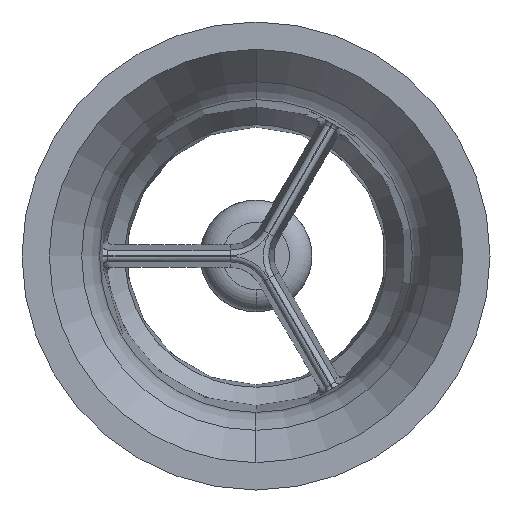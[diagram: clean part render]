
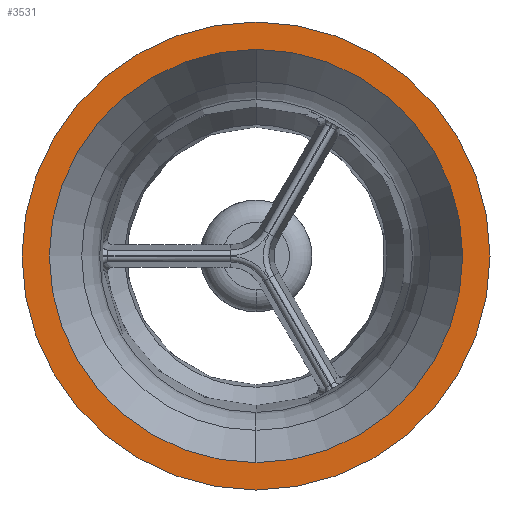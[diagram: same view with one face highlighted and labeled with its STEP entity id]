
A CAD part, left-side view. The second image highlights one B-rep face of the part: STEP entity #3531.
In plain terms, the highlighted planar face has unit normal (-1, 0, 0).
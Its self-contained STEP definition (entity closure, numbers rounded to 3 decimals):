
#16 = EDGE_LOOP ( 'NONE', ( #5330, #5004 ) ) ;
#71 = AXIS2_PLACEMENT_3D ( 'NONE', #1358, #2396, #3862 ) ;
#104 = DIRECTION ( 'NONE',  ( 0., 0., 1. ) ) ;
#336 = EDGE_CURVE ( 'NONE', #3219, #452, #1120, .T. ) ;
#452 = VERTEX_POINT ( 'NONE', #1499 ) ;
#946 = EDGE_LOOP ( 'NONE', ( #1901, #2277 ) ) ;
#1120 = CIRCLE ( 'NONE', #6172, 20.95 ) ;
#1149 = CARTESIAN_POINT ( 'NONE',  ( 0., 18.5, 0. ) ) ;
#1350 = FACE_OUTER_BOUND ( 'NONE', #946, .T. ) ;
#1358 = CARTESIAN_POINT ( 'NONE',  ( 0., 0., 0. ) ) ;
#1497 = DIRECTION ( 'NONE',  ( 0., 0., 1. ) ) ;
#1499 = CARTESIAN_POINT ( 'NONE',  ( 0., 0., -20.95 ) ) ;
#1539 = AXIS2_PLACEMENT_3D ( 'NONE', #5568, #5109, #104 ) ;
#1664 = CIRCLE ( 'NONE', #1539, 18.5 ) ;
#1745 = FACE_BOUND ( 'NONE', #16, .T. ) ;
#1901 = ORIENTED_EDGE ( 'NONE', *, *, #336, .T. ) ;
#2211 = EDGE_CURVE ( 'NONE', #452, #3219, #5052, .T. ) ;
#2238 = DIRECTION ( 'NONE',  ( -1., 0., 0. ) ) ;
#2277 = ORIENTED_EDGE ( 'NONE', *, *, #2211, .T. ) ;
#2396 = DIRECTION ( 'NONE',  ( -1., 0., 0. ) ) ;
#3048 = DIRECTION ( 'NONE',  ( 1., 0., 0. ) ) ;
#3119 = CARTESIAN_POINT ( 'NONE',  ( 0., 0., 18.5 ) ) ;
#3139 = CARTESIAN_POINT ( 'NONE',  ( 0., 0., 20.95 ) ) ;
#3219 = VERTEX_POINT ( 'NONE', #3139 ) ;
#3459 = CIRCLE ( 'NONE', #71, 18.5 ) ;
#3484 = EDGE_CURVE ( 'NONE', #3660, #3940, #1664, .T. ) ;
#3531 = ADVANCED_FACE ( 'NONE', ( #1745, #1350 ), #3535, .F. ) ;
#3535 = PLANE ( 'NONE',  #5793 ) ;
#3574 = CARTESIAN_POINT ( 'NONE',  ( 0., 0., -18.5 ) ) ;
#3660 = VERTEX_POINT ( 'NONE', #3119 ) ;
#3862 = DIRECTION ( 'NONE',  ( 0., 0., 1. ) ) ;
#3940 = VERTEX_POINT ( 'NONE', #3574 ) ;
#3947 = CARTESIAN_POINT ( 'NONE',  ( 0., 0., 0. ) ) ;
#4102 = DIRECTION ( 'NONE',  ( 0., 0., -1. ) ) ;
#4615 = AXIS2_PLACEMENT_3D ( 'NONE', #5751, #2238, #5724 ) ;
#5004 = ORIENTED_EDGE ( 'NONE', *, *, #5924, .F. ) ;
#5052 = CIRCLE ( 'NONE', #4615, 20.95 ) ;
#5109 = DIRECTION ( 'NONE',  ( -1., 0., 0. ) ) ;
#5330 = ORIENTED_EDGE ( 'NONE', *, *, #3484, .F. ) ;
#5409 = DIRECTION ( 'NONE',  ( -1., 0., 0. ) ) ;
#5568 = CARTESIAN_POINT ( 'NONE',  ( 0., 0., 0. ) ) ;
#5724 = DIRECTION ( 'NONE',  ( 0., 0., 1. ) ) ;
#5751 = CARTESIAN_POINT ( 'NONE',  ( 0., 0., 0. ) ) ;
#5793 = AXIS2_PLACEMENT_3D ( 'NONE', #1149, #3048, #4102 ) ;
#5924 = EDGE_CURVE ( 'NONE', #3940, #3660, #3459, .T. ) ;
#6172 = AXIS2_PLACEMENT_3D ( 'NONE', #3947, #5409, #1497 ) ;
